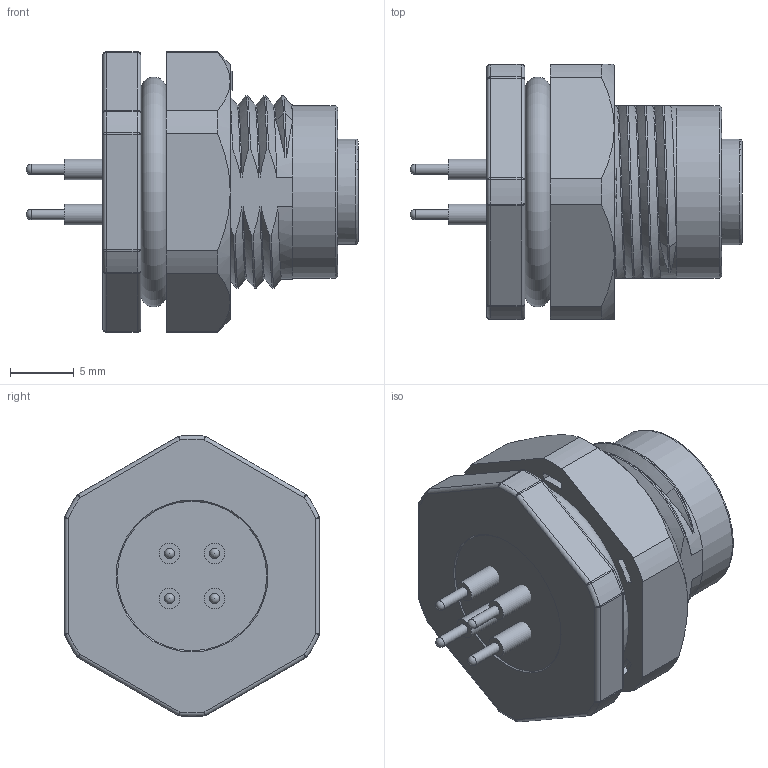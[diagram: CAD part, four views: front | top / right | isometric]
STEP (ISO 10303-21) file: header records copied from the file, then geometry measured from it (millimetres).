
FILE_DESCRIPTION(/* description */ ('Unknown'),/* implementation_level */ '2;1');
FILE_NAME(/* name */ '643220100604',/* time_stamp */ '2022-09-19T11:44:12+02:00',/* author */ ('Unknown'),/* organization */ ('Unknown'),/* preprocessor_version */ 'ST-DEVELOPER v16.7',/* originating_system */ 'Solid Edge',/* authorisation */ 'Unknown');
FILE_SCHEMA (('AUTOMOTIVE_DESIGN {1 0 10303 214 3 1 1}'));
Length unit declared in the file: millimetre
Products named in the file (8): 6432201006xx; 643120100404; 643xx01004xx_Mating O-Ring; 6432201006xx_Shell; 6432201004xx_Pin; 6432201004xx_Resin; 643xx01004xx_Panel O-Ring; 6432x01006xx_Panel Nut
Assembly tree (10 placements, depth 2):
  6432201006xx
    643120100404
    643xx01004xx_Mating O-Ring
    6432201006xx_Shell
    6432201004xx_Pin  x4
    6432201004xx_Resin
    643xx01004xx_Panel O-Ring
    6432x01006xx_Panel Nut
Bounding box: 26 x 20 x 21.99 mm (x, y, z)
Volume: 3977.5 mm3; surface area: 5772.6 mm2
Topology: 10 solids, 10 shells, 710 faces, 1817 edges, 1176 vertices
Faces by surface type: plane 359, cylinder 182, bspline 64, cone 44, torus 33, sphere 28
Full cylindrical faces by diameter (mm): 0.8 x4, 1.1 x4, 1.2 x4, 1.3 x4, 1.6 x12, 1.7 x20, 1.8 x16, 1.9 x8, 8.3 x1, 8.74 x2, 9.14 x1, 10.58 x1, 11 x6, 13.5 x1, 15.24 x2
Entity records: 23059 total; most frequent: CARTESIAN_POINT 9385, ORIENTED_EDGE 2868, DIRECTION 2552, EDGE_CURVE 1434, VERTEX_POINT 967, AXIS2_PLACEMENT_3D 853, LINE 846, VECTOR 846
